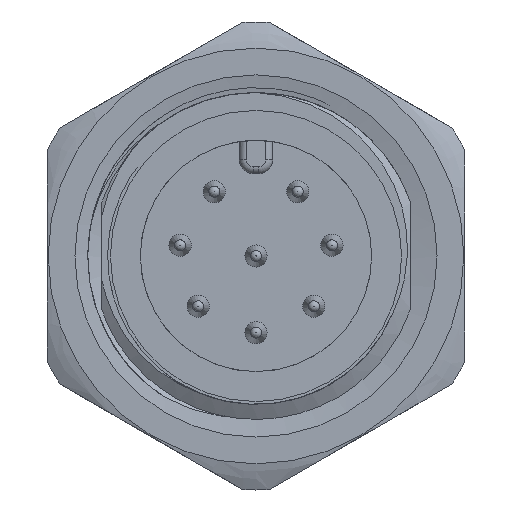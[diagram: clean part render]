
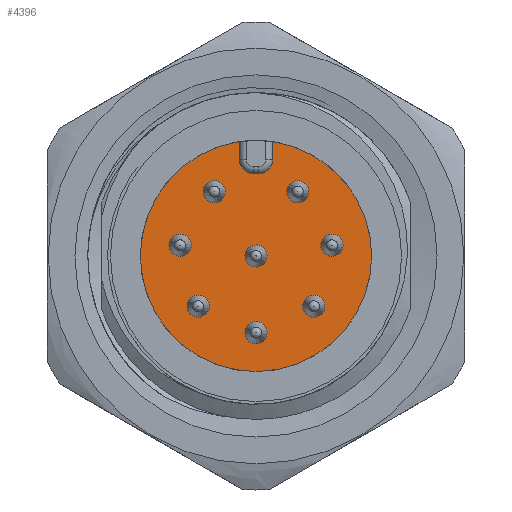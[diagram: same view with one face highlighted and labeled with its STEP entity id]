
A CAD part, front view. The second image highlights one B-rep face of the part: STEP entity #4396.
In plain terms, the highlighted planar face has unit normal (0, -1, 0).
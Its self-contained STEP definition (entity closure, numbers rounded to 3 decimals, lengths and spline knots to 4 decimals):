
#371=PLANE('',#5169);
#512=CIRCLE('',#5167,4.15);
#514=CIRCLE('',#5170,0.4);
#515=CIRCLE('',#5171,0.4);
#516=CIRCLE('',#5172,0.4);
#517=CIRCLE('',#5173,0.4);
#518=CIRCLE('',#5174,0.4);
#519=CIRCLE('',#5175,0.4);
#520=CIRCLE('',#5176,0.4);
#521=CIRCLE('',#5177,0.4);
#522=CIRCLE('',#5178,0.5);
#523=CIRCLE('',#5179,0.5);
#1328=ORIENTED_EDGE('',*,*,#2171,.T.);
#1329=ORIENTED_EDGE('',*,*,#2172,.T.);
#1330=ORIENTED_EDGE('',*,*,#2173,.T.);
#1331=ORIENTED_EDGE('',*,*,#2174,.T.);
#1332=ORIENTED_EDGE('',*,*,#2175,.T.);
#1333=ORIENTED_EDGE('',*,*,#2176,.T.);
#1334=ORIENTED_EDGE('',*,*,#2177,.T.);
#1335=ORIENTED_EDGE('',*,*,#2178,.T.);
#1336=ORIENTED_EDGE('',*,*,#2179,.F.);
#1337=ORIENTED_EDGE('',*,*,#2165,.F.);
#1338=ORIENTED_EDGE('',*,*,#2180,.F.);
#1339=ORIENTED_EDGE('',*,*,#2181,.F.);
#1340=ORIENTED_EDGE('',*,*,#2182,.F.);
#1341=ORIENTED_EDGE('',*,*,#2183,.F.);
#2165=EDGE_CURVE('',#2638,#2639,#512,.T.);
#2171=EDGE_CURVE('',#2644,#2644,#514,.T.);
#2172=EDGE_CURVE('',#2645,#2645,#515,.T.);
#2173=EDGE_CURVE('',#2646,#2646,#516,.T.);
#2174=EDGE_CURVE('',#2647,#2647,#517,.T.);
#2175=EDGE_CURVE('',#2648,#2648,#518,.T.);
#2176=EDGE_CURVE('',#2649,#2649,#519,.T.);
#2177=EDGE_CURVE('',#2650,#2650,#520,.T.);
#2178=EDGE_CURVE('',#2651,#2651,#521,.T.);
#2179=EDGE_CURVE('',#2639,#2652,#2955,.T.);
#2180=EDGE_CURVE('',#2653,#2638,#2956,.T.);
#2181=EDGE_CURVE('',#2654,#2653,#522,.T.);
#2182=EDGE_CURVE('',#2655,#2654,#2957,.T.);
#2183=EDGE_CURVE('',#2652,#2655,#523,.T.);
#2638=VERTEX_POINT('',#40974);
#2639=VERTEX_POINT('',#40975);
#2644=VERTEX_POINT('',#40993);
#2645=VERTEX_POINT('',#40995);
#2646=VERTEX_POINT('',#40997);
#2647=VERTEX_POINT('',#40999);
#2648=VERTEX_POINT('',#41001);
#2649=VERTEX_POINT('',#41003);
#2650=VERTEX_POINT('',#41005);
#2651=VERTEX_POINT('',#41007);
#2652=VERTEX_POINT('',#41009);
#2653=VERTEX_POINT('',#41011);
#2654=VERTEX_POINT('',#41013);
#2655=VERTEX_POINT('',#41015);
#2955=LINE('',#41008,#3116);
#2956=LINE('',#41010,#3117);
#2957=LINE('',#41014,#3118);
#3116=VECTOR('',#6015,1000.);
#3117=VECTOR('',#6016,1000.);
#3118=VECTOR('',#6019,1000.);
#3324=EDGE_LOOP('',(#1328));
#3325=EDGE_LOOP('',(#1329));
#3326=EDGE_LOOP('',(#1330));
#3327=EDGE_LOOP('',(#1331));
#3328=EDGE_LOOP('',(#1332));
#3329=EDGE_LOOP('',(#1333));
#3330=EDGE_LOOP('',(#1334));
#3331=EDGE_LOOP('',(#1335));
#3332=EDGE_LOOP('',(#1336,#1337,#1338,#1339,#1340,#1341));
#3810=FACE_BOUND('',#3324,.T.);
#3811=FACE_BOUND('',#3325,.T.);
#3812=FACE_BOUND('',#3326,.T.);
#3813=FACE_BOUND('',#3327,.T.);
#3814=FACE_BOUND('',#3328,.T.);
#3815=FACE_BOUND('',#3329,.T.);
#3816=FACE_BOUND('',#3330,.T.);
#3817=FACE_BOUND('',#3331,.T.);
#3818=FACE_BOUND('',#3332,.T.);
#4396=ADVANCED_FACE('',(#3810,#3811,#3812,#3813,#3814,#3815,#3816,#3817,
#3818),#371,.F.);
#5167=AXIS2_PLACEMENT_3D('',#40973,#5991,#5992);
#5169=AXIS2_PLACEMENT_3D('',#40991,#5997,#5998);
#5170=AXIS2_PLACEMENT_3D('',#40992,#5999,#6000);
#5171=AXIS2_PLACEMENT_3D('',#40994,#6001,#6002);
#5172=AXIS2_PLACEMENT_3D('',#40996,#6003,#6004);
#5173=AXIS2_PLACEMENT_3D('',#40998,#6005,#6006);
#5174=AXIS2_PLACEMENT_3D('',#41000,#6007,#6008);
#5175=AXIS2_PLACEMENT_3D('',#41002,#6009,#6010);
#5176=AXIS2_PLACEMENT_3D('',#41004,#6011,#6012);
#5177=AXIS2_PLACEMENT_3D('',#41006,#6013,#6014);
#5178=AXIS2_PLACEMENT_3D('',#41012,#6017,#6018);
#5179=AXIS2_PLACEMENT_3D('',#41016,#6020,#6021);
#5991=DIRECTION('',(0.,1.,0.));
#5992=DIRECTION('',(1.,0.,0.));
#5997=DIRECTION('',(0.,1.,0.));
#5998=DIRECTION('',(0.,0.,1.));
#5999=DIRECTION('',(0.,1.,0.));
#6000=DIRECTION('',(1.,0.,0.));
#6001=DIRECTION('',(0.,1.,0.));
#6002=DIRECTION('',(1.,0.,0.));
#6003=DIRECTION('',(0.,1.,0.));
#6004=DIRECTION('',(1.,0.,0.));
#6005=DIRECTION('',(0.,1.,0.));
#6006=DIRECTION('',(1.,0.,0.));
#6007=DIRECTION('',(0.,1.,0.));
#6008=DIRECTION('',(1.,0.,0.));
#6009=DIRECTION('',(0.,1.,0.));
#6010=DIRECTION('',(1.,0.,0.));
#6011=DIRECTION('',(0.,1.,0.));
#6012=DIRECTION('',(1.,0.,0.));
#6013=DIRECTION('',(0.,1.,0.));
#6014=DIRECTION('',(1.,0.,0.));
#6015=DIRECTION('',(0.,0.,-1.));
#6016=DIRECTION('',(0.,0.,1.));
#6017=DIRECTION('',(0.,-1.,0.));
#6018=DIRECTION('',(-1.,0.,0.));
#6019=DIRECTION('',(1.,0.,0.));
#6020=DIRECTION('',(0.,-1.,0.));
#6021=DIRECTION('',(1.,0.,0.));
#40973=CARTESIAN_POINT('',(0.,8.9,0.));
#40974=CARTESIAN_POINT('',(0.6,8.9,4.1064));
#40975=CARTESIAN_POINT('',(-0.6,8.9,4.1064));
#40991=CARTESIAN_POINT('',(0.,8.9,0.));
#40992=CARTESIAN_POINT('',(-2.7247,8.9,0.3829));
#40993=CARTESIAN_POINT('',(-2.3247,8.9,0.3829));
#40994=CARTESIAN_POINT('',(-2.0766,8.9,-1.8051));
#40995=CARTESIAN_POINT('',(-1.6766,8.9,-1.8051));
#40996=CARTESIAN_POINT('',(0.,8.9,-2.7515));
#40997=CARTESIAN_POINT('',(0.4,8.9,-2.7515));
#40998=CARTESIAN_POINT('',(2.0766,8.9,-1.8051));
#40999=CARTESIAN_POINT('',(2.4766,8.9,-1.8051));
#41000=CARTESIAN_POINT('',(2.7247,8.9,0.3829));
#41001=CARTESIAN_POINT('',(3.1247,8.9,0.3829));
#41002=CARTESIAN_POINT('',(1.4986,8.9,2.3076));
#41003=CARTESIAN_POINT('',(1.8986,8.9,2.3076));
#41004=CARTESIAN_POINT('',(-1.4986,8.9,2.3076));
#41005=CARTESIAN_POINT('',(-1.0986,8.9,2.3076));
#41006=CARTESIAN_POINT('',(0.,8.9,0.));
#41007=CARTESIAN_POINT('',(0.4,8.9,0.));
#41008=CARTESIAN_POINT('',(-0.6,8.9,4.1064));
#41009=CARTESIAN_POINT('',(-0.6,8.9,3.45));
#41010=CARTESIAN_POINT('',(0.6,8.9,3.45));
#41011=CARTESIAN_POINT('',(0.6,8.9,3.45));
#41012=CARTESIAN_POINT('',(0.1,8.9,3.45));
#41013=CARTESIAN_POINT('',(0.1,8.9,2.95));
#41014=CARTESIAN_POINT('',(-0.1,8.9,2.95));
#41015=CARTESIAN_POINT('',(-0.1,8.9,2.95));
#41016=CARTESIAN_POINT('',(-0.1,8.9,3.45));
